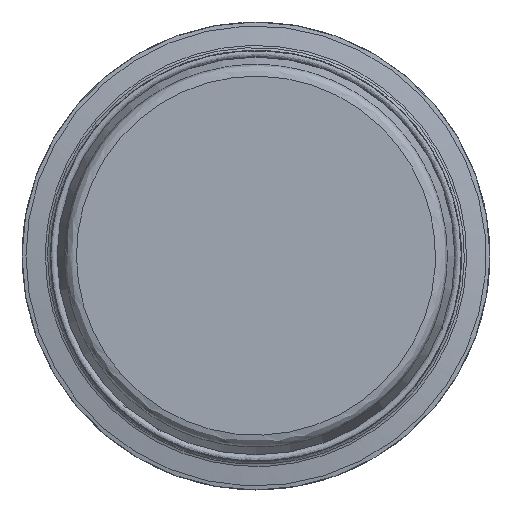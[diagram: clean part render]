
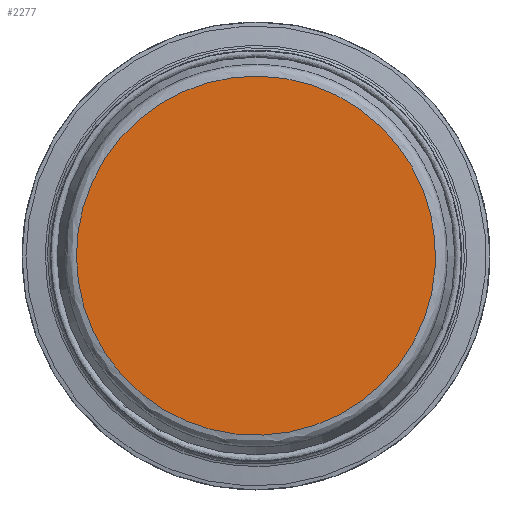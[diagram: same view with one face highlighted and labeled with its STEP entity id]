
A CAD part, top view. The second image highlights one B-rep face of the part: STEP entity #2277.
In plain terms, the highlighted planar face has unit normal (0, 0, 1).
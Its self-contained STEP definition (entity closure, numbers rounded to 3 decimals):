
#2277 = ADVANCED_FACE('',(#2278),#2307,.T.);
#2278 = FACE_BOUND('',#2279,.T.);
#2279 = EDGE_LOOP('',(#2280));
#2280 = ORIENTED_EDGE('',*,*,#2281,.T.);
#2281 = EDGE_CURVE('',#2282,#2282,#2284,.T.);
#2282 = VERTEX_POINT('',#2283);
#2283 = CARTESIAN_POINT('',(-15.345,0.,17.));
#2284 = SURFACE_CURVE('',#2285,(#2306,#2335),.PCURVE_S1.);
#2285 = ( BOUNDED_CURVE() B_SPLINE_CURVE(10,(#2286,#2287,#2288,#2289,
    #2290,#2291,#2292,#2293,#2294,#2295,#2296,#2297,#2298,#2299,#2300,
    #2301,#2302,#2303,#2304,#2305),.UNSPECIFIED.,.T.,.F.) 
B_SPLINE_CURVE_WITH_KNOTS((11,9,11),(0.,53.407,
106.814),.UNSPECIFIED.) CURVE() GEOMETRIC_REPRESENTATION_ITEM() 
RATIONAL_B_SPLINE_CURVE((1.,1.,1.,1.,1.,
    1.,1.,1.,1.,1.,1.,1.,1.,1.,1.,1.,1.,1.,1.,1.
)) REPRESENTATION_ITEM('') );
#2286 = CARTESIAN_POINT('',(-15.345,0.,17.));
#2287 = CARTESIAN_POINT('',(-15.345,-4.751,17.));
#2288 = CARTESIAN_POINT('',(-13.71,-9.574,17.));
#2289 = CARTESIAN_POINT('',(-10.359,-13.793,17.));
#2290 = CARTESIAN_POINT('',(-5.555,-16.666,17.));
#2291 = CARTESIAN_POINT('',(0.004,-17.646,17.));
#2292 = CARTESIAN_POINT('',(5.543,-16.643,17.));
#2293 = CARTESIAN_POINT('',(10.298,-13.801,17.));
#2294 = CARTESIAN_POINT('',(13.662,-9.642,17.));
#2295 = CARTESIAN_POINT('',(15.345,-4.821,17.));
#2296 = CARTESIAN_POINT('',(15.345,4.821,17.));
#2297 = CARTESIAN_POINT('',(13.662,9.642,17.));
#2298 = CARTESIAN_POINT('',(10.298,13.801,17.));
#2299 = CARTESIAN_POINT('',(5.543,16.643,17.));
#2300 = CARTESIAN_POINT('',(0.004,17.646,17.));
#2301 = CARTESIAN_POINT('',(-5.555,16.666,17.));
#2302 = CARTESIAN_POINT('',(-10.359,13.793,17.));
#2303 = CARTESIAN_POINT('',(-13.71,9.574,17.));
#2304 = CARTESIAN_POINT('',(-15.345,4.751,17.));
#2305 = CARTESIAN_POINT('',(-15.345,0.,17.));
#2306 = PCURVE('',#2307,#2312);
#2307 = PLANE('',#2308);
#2308 = AXIS2_PLACEMENT_3D('',#2309,#2310,#2311);
#2309 = CARTESIAN_POINT('',(0.,0.,17.));
#2310 = DIRECTION('',(0.,0.,1.));
#2311 = DIRECTION('',(-1.,0.,0.));
#2312 = DEFINITIONAL_REPRESENTATION('',(#2313),#2334);
#2313 = ( BOUNDED_CURVE() B_SPLINE_CURVE(10,(#2314,#2315,#2316,#2317,
    #2318,#2319,#2320,#2321,#2322,#2323,#2324,#2325,#2326,#2327,#2328,
    #2329,#2330,#2331,#2332,#2333),.UNSPECIFIED.,.F.,.F.) 
B_SPLINE_CURVE_WITH_KNOTS((11,9,11),(0.,53.407,
106.814),.UNSPECIFIED.) CURVE() GEOMETRIC_REPRESENTATION_ITEM() 
RATIONAL_B_SPLINE_CURVE((1.,1.,1.,1.,1.,
    1.,1.,1.,1.,1.,1.,1.,1.,1.,1.,1.,1.,1.,1.,1.
)) REPRESENTATION_ITEM('') );
#2314 = CARTESIAN_POINT('',(15.345,0.));
#2315 = CARTESIAN_POINT('',(15.345,4.751));
#2316 = CARTESIAN_POINT('',(13.71,9.574));
#2317 = CARTESIAN_POINT('',(10.359,13.793));
#2318 = CARTESIAN_POINT('',(5.555,16.666));
#2319 = CARTESIAN_POINT('',(-0.004,17.646));
#2320 = CARTESIAN_POINT('',(-5.543,16.643));
#2321 = CARTESIAN_POINT('',(-10.298,13.801));
#2322 = CARTESIAN_POINT('',(-13.662,9.642));
#2323 = CARTESIAN_POINT('',(-15.345,4.821));
#2324 = CARTESIAN_POINT('',(-15.345,-4.821));
#2325 = CARTESIAN_POINT('',(-13.662,-9.642));
#2326 = CARTESIAN_POINT('',(-10.298,-13.801));
#2327 = CARTESIAN_POINT('',(-5.543,-16.643));
#2328 = CARTESIAN_POINT('',(-0.004,-17.646));
#2329 = CARTESIAN_POINT('',(5.555,-16.666));
#2330 = CARTESIAN_POINT('',(10.359,-13.793));
#2331 = CARTESIAN_POINT('',(13.71,-9.574));
#2332 = CARTESIAN_POINT('',(15.345,-4.751));
#2333 = CARTESIAN_POINT('',(15.345,0.));
#2334 = ( GEOMETRIC_REPRESENTATION_CONTEXT(2) 
PARAMETRIC_REPRESENTATION_CONTEXT() REPRESENTATION_CONTEXT('2D SPACE',''
  ) );
#2335 = PCURVE('',#2336,#2397);
#2336 = ( BOUNDED_SURFACE() B_SPLINE_SURFACE(2,10,(
    (#2337,#2338,#2339,#2340,#2341,#2342,#2343,#2344,#2345,#2346,#2347
      ,#2348,#2349,#2350,#2351,#2352,#2353,#2354,#2355,#2356)
    ,(#2357,#2358,#2359,#2360,#2361,#2362,#2363,#2364,#2365,#2366,#2367
      ,#2368,#2369,#2370,#2371,#2372,#2373,#2374,#2375,#2376)
    ,(#2377,#2378,#2379,#2380,#2381,#2382,#2383,#2384,#2385,#2386,#2387
      ,#2388,#2389,#2390,#2391,#2392,#2393,#2394,#2395,#2396
)),.UNSPECIFIED.,.F.,.T.,.F.) B_SPLINE_SURFACE_WITH_KNOTS((3,3),(11,9,11
    ),(0.,106.814),(0.,53.407,
106.814),.UNSPECIFIED.) GEOMETRIC_REPRESENTATION_ITEM() 
RATIONAL_B_SPLINE_SURFACE((
    (1.,1.,1.,1.,1.,1.
      ,1.,1.,1.,1.,1.,1.,1.,1.,1.,1.,1.,1.,1.,1.)
    ,(0.539,0.539,0.539,0.539
      ,0.539,0.539,0.539,0.539
      ,0.539,0.539,0.539,0.539
      ,0.539,0.539,0.539,0.539
      ,0.539,0.539,0.539,0.539)
    ,(1.,1.,1.,1.,1.,1.
      ,1.,1.,1.,1.,1.,1.,1.,1.,1.,1.,1.,1.,1.,1.
))) REPRESENTATION_ITEM('') SURFACE() );
#2337 = CARTESIAN_POINT('',(-15.345,0.,17.));
#2338 = CARTESIAN_POINT('',(-15.345,-4.751,17.));
#2339 = CARTESIAN_POINT('',(-13.71,-9.574,17.));
#2340 = CARTESIAN_POINT('',(-10.359,-13.793,17.));
#2341 = CARTESIAN_POINT('',(-5.555,-16.666,17.));
#2342 = CARTESIAN_POINT('',(0.004,-17.646,17.));
#2343 = CARTESIAN_POINT('',(5.543,-16.643,17.));
#2344 = CARTESIAN_POINT('',(10.298,-13.801,17.));
#2345 = CARTESIAN_POINT('',(13.662,-9.642,17.));
#2346 = CARTESIAN_POINT('',(15.345,-4.821,17.));
#2347 = CARTESIAN_POINT('',(15.345,4.821,17.));
#2348 = CARTESIAN_POINT('',(13.662,9.642,17.));
#2349 = CARTESIAN_POINT('',(10.298,13.801,17.));
#2350 = CARTESIAN_POINT('',(5.543,16.643,17.));
#2351 = CARTESIAN_POINT('',(0.004,17.646,17.));
#2352 = CARTESIAN_POINT('',(-5.555,16.666,17.));
#2353 = CARTESIAN_POINT('',(-10.359,13.793,17.));
#2354 = CARTESIAN_POINT('',(-13.71,9.574,17.));
#2355 = CARTESIAN_POINT('',(-15.345,4.751,17.));
#2356 = CARTESIAN_POINT('',(-15.345,0.,17.));
#2357 = CARTESIAN_POINT('',(-16.907,0.,17.));
#2358 = CARTESIAN_POINT('',(-16.907,-5.235,17.));
#2359 = CARTESIAN_POINT('',(-15.106,-10.548,17.));
#2360 = CARTESIAN_POINT('',(-11.414,-15.196,17.));
#2361 = CARTESIAN_POINT('',(-6.121,-18.362,17.));
#2362 = CARTESIAN_POINT('',(0.004,-19.441,17.));
#2363 = CARTESIAN_POINT('',(6.107,-18.337,17.));
#2364 = CARTESIAN_POINT('',(11.345,-15.205,17.));
#2365 = CARTESIAN_POINT('',(15.052,-10.623,17.));
#2366 = CARTESIAN_POINT('',(16.907,-5.311,17.));
#2367 = CARTESIAN_POINT('',(16.907,5.311,17.));
#2368 = CARTESIAN_POINT('',(15.052,10.623,17.));
#2369 = CARTESIAN_POINT('',(11.345,15.205,17.));
#2370 = CARTESIAN_POINT('',(6.107,18.337,17.));
#2371 = CARTESIAN_POINT('',(0.004,19.441,17.));
#2372 = CARTESIAN_POINT('',(-6.121,18.362,17.));
#2373 = CARTESIAN_POINT('',(-11.414,15.196,17.));
#2374 = CARTESIAN_POINT('',(-15.106,10.548,17.));
#2375 = CARTESIAN_POINT('',(-16.907,5.235,17.));
#2376 = CARTESIAN_POINT('',(-16.907,0.,17.));
#2377 = CARTESIAN_POINT('',(-16.253,0.,
    15.582));
#2378 = CARTESIAN_POINT('',(-16.253,-5.032,
    15.582));
#2379 = CARTESIAN_POINT('',(-14.522,-10.141,
    15.582));
#2380 = CARTESIAN_POINT('',(-10.973,-14.609,
    15.582));
#2381 = CARTESIAN_POINT('',(-5.884,-17.653,
    15.582));
#2382 = CARTESIAN_POINT('',(0.004,-18.69,
    15.582));
#2383 = CARTESIAN_POINT('',(5.871,-17.628,
    15.582));
#2384 = CARTESIAN_POINT('',(10.907,-14.617,
    15.582));
#2385 = CARTESIAN_POINT('',(14.471,-10.212,
    15.582));
#2386 = CARTESIAN_POINT('',(16.253,-5.106,
    15.582));
#2387 = CARTESIAN_POINT('',(16.253,5.106,
    15.582));
#2388 = CARTESIAN_POINT('',(14.471,10.212,
    15.582));
#2389 = CARTESIAN_POINT('',(10.907,14.617,
    15.582));
#2390 = CARTESIAN_POINT('',(5.871,17.628,
    15.582));
#2391 = CARTESIAN_POINT('',(0.004,18.69,
    15.582));
#2392 = CARTESIAN_POINT('',(-5.884,17.653,
    15.582));
#2393 = CARTESIAN_POINT('',(-10.973,14.609,
    15.582));
#2394 = CARTESIAN_POINT('',(-14.522,10.141,
    15.582));
#2395 = CARTESIAN_POINT('',(-16.253,5.032,
    15.582));
#2396 = CARTESIAN_POINT('',(-16.253,0.,
    15.582));
#2397 = DEFINITIONAL_REPRESENTATION('',(#2398),#2402);
#2398 = LINE('',#2399,#2400);
#2399 = CARTESIAN_POINT('',(0.,0.));
#2400 = VECTOR('',#2401,1.);
#2401 = DIRECTION('',(0.,1.));
#2402 = ( GEOMETRIC_REPRESENTATION_CONTEXT(2) 
PARAMETRIC_REPRESENTATION_CONTEXT() REPRESENTATION_CONTEXT('2D SPACE',''
  ) );
